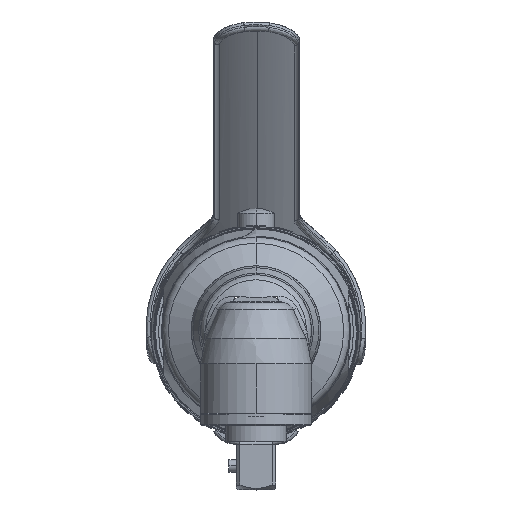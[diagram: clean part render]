
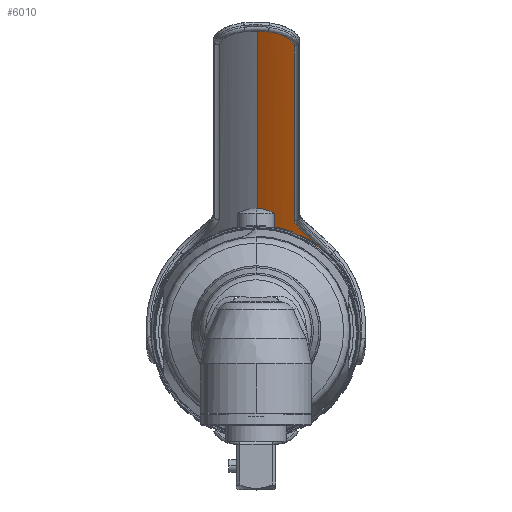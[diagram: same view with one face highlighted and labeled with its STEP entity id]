
A CAD part, top view. The second image highlights one B-rep face of the part: STEP entity #6010.
In plain terms, the highlighted cylindrical face has radius 16.3 mm (diameter 32.6 mm), a partial arc.
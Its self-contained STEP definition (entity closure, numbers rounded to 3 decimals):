
#4756=CARTESIAN_POINT('',(0.227,16.154,1.555));
#4848=CARTESIAN_POINT('',(16.283,-0.739,
4.242));
#4849=CARTESIAN_POINT('',(16.283,-0.769,
4.122));
#4850=CARTESIAN_POINT('',(16.281,-0.867,
3.91));
#4851=CARTESIAN_POINT('',(16.272,-1.111,3.651));
#4852=CARTESIAN_POINT('',(16.255,-1.423,3.5));
#4853=CARTESIAN_POINT('',(16.228,-1.761,3.462));
#4854=CARTESIAN_POINT('',(16.193,-2.086,3.544));
#4855=CARTESIAN_POINT('',(16.153,-2.364,3.736));
#4856=CARTESIAN_POINT('',(16.114,-2.566,4.015));
#4857=CARTESIAN_POINT('',(16.087,-2.657,4.359));
#4858=CARTESIAN_POINT('',(16.079,-2.643,4.592));
#4859=CARTESIAN_POINT('',(16.079,-2.613,4.711));
#4861=CARTESIAN_POINT('',(16.079,-2.613,4.711));
#4862=CARTESIAN_POINT('',(16.079,-2.583,4.831));
#4863=CARTESIAN_POINT('',(16.087,-2.485,5.043));
#4864=CARTESIAN_POINT('',(16.114,-2.243,5.303));
#4865=CARTESIAN_POINT('',(16.153,-1.933,5.455));
#4866=CARTESIAN_POINT('',(16.193,-1.597,5.493));
#4867=CARTESIAN_POINT('',(16.228,-1.272,5.411));
#4868=CARTESIAN_POINT('',(16.255,-0.992,
5.219));
#4869=CARTESIAN_POINT('',(16.272,-0.788,
4.939));
#4870=CARTESIAN_POINT('',(16.281,-0.696,
4.595));
#4871=CARTESIAN_POINT('',(16.283,-0.709,
4.362));
#4872=CARTESIAN_POINT('',(16.283,-0.739,
4.242));
#4874=CARTESIAN_POINT('',(16.287,-1.345,1.457));
#4875=CARTESIAN_POINT('',(16.323,-0.425,
1.397));
#4876=CARTESIAN_POINT('',(16.244,1.422,1.274));
#4877=CARTESIAN_POINT('',(15.67,4.142,1.103));
#4878=CARTESIAN_POINT('',(14.659,6.729,0.965));
#4879=CARTESIAN_POINT('',(13.238,9.119,0.876));
#4880=CARTESIAN_POINT('',(11.446,11.25,0.853));
#4881=CARTESIAN_POINT('',(9.337,13.059,0.909));
#4882=CARTESIAN_POINT('',(6.959,14.509,1.057));
#4883=CARTESIAN_POINT('',(5.251,15.204,1.223));
#4884=CARTESIAN_POINT('',(4.377,15.48,1.323));
#4886=CARTESIAN_POINT('',(4.377,15.48,1.323));
#4887=CARTESIAN_POINT('',(3.927,15.623,1.375));
#4888=CARTESIAN_POINT('',(3.016,15.863,1.461));
#4889=CARTESIAN_POINT('',(1.627,16.088,1.537));
#4890=CARTESIAN_POINT('',(0.694,16.147,1.555));
#4891=CARTESIAN_POINT('',(0.227,16.154,1.555));
#4893=DIRECTION('',(0.,0.243,0.97));
#4894=VECTOR('',#4893,133.8);
#4895=CARTESIAN_POINT('',(0.227,16.154,1.555));
#4896=LINE('',#4895,#4894);
#4897=CARTESIAN_POINT('',(0.,32.877,
135.303));
#4898=DIRECTION('',(0.,0.243,0.97));
#4899=DIRECTION('',(0.126,0.962,-0.241));
#4900=AXIS2_PLACEMENT_3D('',#4897,#4898,#4899);
#4902=CARTESIAN_POINT('',(6.177,46.438,127.368));
#4903=CARTESIAN_POINT('',(6.177,46.52,127.692));
#4904=CARTESIAN_POINT('',(6.11,46.705,128.318));
#4905=CARTESIAN_POINT('',(5.81,47.053,129.213));
#4906=CARTESIAN_POINT('',(5.317,47.434,129.99));
#4907=CARTESIAN_POINT('',(4.664,47.81,130.616));
#4908=CARTESIAN_POINT('',(3.868,48.149,131.073));
#4909=CARTESIAN_POINT('',(2.983,48.411,131.335));
#4910=CARTESIAN_POINT('',(2.368,48.523,131.381));
#4911=CARTESIAN_POINT('',(2.051,48.562,131.371));
#4913=DIRECTION('',(0.,0.243,0.97));
#4914=VECTOR('',#4913,116.012);
#4915=CARTESIAN_POINT('',(6.177,18.231,14.837));
#4916=LINE('',#4915,#4914);
#4917=CARTESIAN_POINT('',(11.83,12.418,7.562));
#4918=CARTESIAN_POINT('',(11.504,12.771,7.562));
#4919=CARTESIAN_POINT('',(10.842,13.454,7.65));
#4920=CARTESIAN_POINT('',(9.794,14.438,8.066));
#4921=CARTESIAN_POINT('',(8.822,15.295,8.733));
#4922=CARTESIAN_POINT('',(8.004,16.003,9.55));
#4923=CARTESIAN_POINT('',(7.31,16.622,10.512));
#4924=CARTESIAN_POINT('',(6.687,17.24,11.766));
#4925=CARTESIAN_POINT('',(6.269,17.8,13.269));
#4926=CARTESIAN_POINT('',(6.177,18.097,14.302));
#4927=CARTESIAN_POINT('',(6.177,18.231,14.837));
#4929=CARTESIAN_POINT('',(11.83,12.418,7.562));
#4930=CARTESIAN_POINT('',(12.477,11.714,7.563));
#4931=CARTESIAN_POINT('',(13.655,10.195,7.591));
#4932=CARTESIAN_POINT('',(15.018,7.639,7.7));
#4933=CARTESIAN_POINT('',(15.924,4.899,7.856));
#4934=CARTESIAN_POINT('',(16.35,2.04,8.042));
#4935=CARTESIAN_POINT('',(16.304,0.121,8.17));
#4936=CARTESIAN_POINT('',(16.2,-0.829,
8.232));
#4938=CARTESIAN_POINT('',(16.2,-0.829,
8.232));
#4939=CARTESIAN_POINT('',(16.171,-1.096,8.249));
#4940=CARTESIAN_POINT('',(16.103,-1.616,8.217));
#4941=CARTESIAN_POINT('',(15.978,-2.383,7.975));
#4942=CARTESIAN_POINT('',(15.852,-3.069,7.547));
#4943=CARTESIAN_POINT('',(15.747,-3.641,6.958));
#4944=CARTESIAN_POINT('',(15.68,-4.064,6.244));
#4945=CARTESIAN_POINT('',(15.666,-4.313,5.457));
#4946=CARTESIAN_POINT('',(15.705,-4.379,4.632));
#4947=CARTESIAN_POINT('',(15.791,-4.255,3.813));
#4948=CARTESIAN_POINT('',(15.909,-3.945,3.062));
#4949=CARTESIAN_POINT('',(16.037,-3.466,2.413));
#4950=CARTESIAN_POINT('',(16.155,-2.846,1.907));
#4951=CARTESIAN_POINT('',(16.243,-2.124,1.574));
#4952=CARTESIAN_POINT('',(16.276,-1.612,1.475));
#4953=CARTESIAN_POINT('',(16.287,-1.345,1.457));
#5356=VERTEX_POINT('',#4848);
#5357=VERTEX_POINT('',#4859);
#5362=VERTEX_POINT('',#4884);
#5363=VERTEX_POINT('',#4874);
#5366=VERTEX_POINT('',#4938);
#5368=VERTEX_POINT('',#4929);
#5370=VERTEX_POINT('',#4927);
#5372=CARTESIAN_POINT('',(6.177,46.438,127.368));
#5373=VERTEX_POINT('',#5372);
#5376=VERTEX_POINT('',#4911);
#5378=CARTESIAN_POINT('',(0.227,48.686,131.34));
#5379=VERTEX_POINT('',#5378);
#5400=VERTEX_POINT('',#4756);
#5982=CARTESIAN_POINT('',(0.,-2.152,
-4.441));
#5983=DIRECTION('',(0.,0.243,0.97));
#5984=DIRECTION('',(0.951,-0.299,0.075));
#5985=AXIS2_PLACEMENT_3D('',#5982,#5983,#5984);
#5986=CYLINDRICAL_SURFACE('',#5985,16.3);
#5988=ORIENTED_EDGE('',*,*,#5987,.T.);
#5990=ORIENTED_EDGE('',*,*,#5989,.T.);
#5991=ORIENTED_EDGE('',*,*,#5867,.T.);
#5992=ORIENTED_EDGE('',*,*,#5909,.F.);
#5993=ORIENTED_EDGE('',*,*,#5965,.F.);
#5995=ORIENTED_EDGE('',*,*,#5994,.F.);
#5997=ORIENTED_EDGE('',*,*,#5996,.F.);
#5999=ORIENTED_EDGE('',*,*,#5998,.T.);
#6001=ORIENTED_EDGE('',*,*,#6000,.T.);
#6002=EDGE_LOOP('',(#5988,#5990,#5991,#5992,#5993,#5995,#5997,#5999,#6001));
#6003=FACE_OUTER_BOUND('',#6002,.F.);
#6005=ORIENTED_EDGE('',*,*,#6004,.T.);
#6007=ORIENTED_EDGE('',*,*,#6006,.T.);
#6008=EDGE_LOOP('',(#6005,#6007));
#6009=FACE_BOUND('',#6008,.F.);
#6010=ADVANCED_FACE('',(#6003,#6009),#5986,.F.);
#4860=B_SPLINE_CURVE_WITH_KNOTS('',3,(#4848,#4849,#4850,#4851,#4852,#4853,#4854,
#4855,#4856,#4857,#4858,#4859),.UNSPECIFIED.,.F.,.F.,(4,1,1,1,1,1,1,1,1,4),
(0.,0.111,0.222,0.333,0.444,
0.556,0.667,0.778,0.889,1.),
.UNSPECIFIED.);
#4873=B_SPLINE_CURVE_WITH_KNOTS('',3,(#4861,#4862,#4863,#4864,#4865,#4866,#4867,
#4868,#4869,#4870,#4871,#4872),.UNSPECIFIED.,.F.,.F.,(4,1,1,1,1,1,1,1,1,4),
(0.,0.111,0.222,0.333,0.444,
0.556,0.667,0.778,0.889,1.),
.UNSPECIFIED.);
#4885=B_SPLINE_CURVE_WITH_KNOTS('',3,(#4874,#4875,#4876,#4877,#4878,#4879,#4880,
#4881,#4882,#4883,#4884),.UNSPECIFIED.,.F.,.F.,(4,1,1,1,1,1,1,1,4),(0.,
0.125,0.25,0.375,0.5,0.625,0.75,0.875,1.),.UNSPECIFIED.);
#4892=B_SPLINE_CURVE_WITH_KNOTS('',3,(#4886,#4887,#4888,#4889,#4890,#4891),
.UNSPECIFIED.,.F.,.F.,(4,1,1,4),(0.,0.333,0.667,1.),
.UNSPECIFIED.);
#4901=CIRCLE('',#4900,16.3);
#4912=B_SPLINE_CURVE_WITH_KNOTS('',3,(#4902,#4903,#4904,#4905,#4906,#4907,#4908,
#4909,#4910,#4911),.UNSPECIFIED.,.F.,.F.,(4,1,1,1,1,1,1,4),(0.,
0.143,0.286,0.429,0.571,
0.714,0.857,1.),.UNSPECIFIED.);
#4928=B_SPLINE_CURVE_WITH_KNOTS('',3,(#4917,#4918,#4919,#4920,#4921,#4922,#4923,
#4924,#4925,#4926,#4927),.UNSPECIFIED.,.F.,.F.,(4,1,1,1,1,1,1,1,4),(0.,
0.125,0.25,0.375,0.5,0.625,0.75,0.875,1.),.UNSPECIFIED.);
#4937=B_SPLINE_CURVE_WITH_KNOTS('',3,(#4929,#4930,#4931,#4932,#4933,#4934,#4935,
#4936),.UNSPECIFIED.,.F.,.F.,(4,1,1,1,1,4),(0.,0.2,0.4,0.6,0.8,1.),
.UNSPECIFIED.);
#4954=B_SPLINE_CURVE_WITH_KNOTS('',3,(#4938,#4939,#4940,#4941,#4942,#4943,#4944,
#4945,#4946,#4947,#4948,#4949,#4950,#4951,#4952,#4953),.UNSPECIFIED.,.F.,.F.,(4,
1,1,1,1,1,1,1,1,1,1,1,1,4),(0.,0.077,0.154,
0.231,0.308,0.385,0.462,
0.538,0.615,0.692,0.769,
0.846,0.923,1.),.UNSPECIFIED.);
#5867=EDGE_CURVE('',#5400,#5379,#4896,.T.);
#5909=EDGE_CURVE('',#5376,#5379,#4901,.T.);
#5965=EDGE_CURVE('',#5373,#5376,#4912,.T.);
#5987=EDGE_CURVE('',#5363,#5362,#4885,.T.);
#5989=EDGE_CURVE('',#5362,#5400,#4892,.T.);
#5994=EDGE_CURVE('',#5370,#5373,#4916,.T.);
#5996=EDGE_CURVE('',#5368,#5370,#4928,.T.);
#5998=EDGE_CURVE('',#5368,#5366,#4937,.T.);
#6000=EDGE_CURVE('',#5366,#5363,#4954,.T.);
#6004=EDGE_CURVE('',#5356,#5357,#4860,.T.);
#6006=EDGE_CURVE('',#5357,#5356,#4873,.T.);
